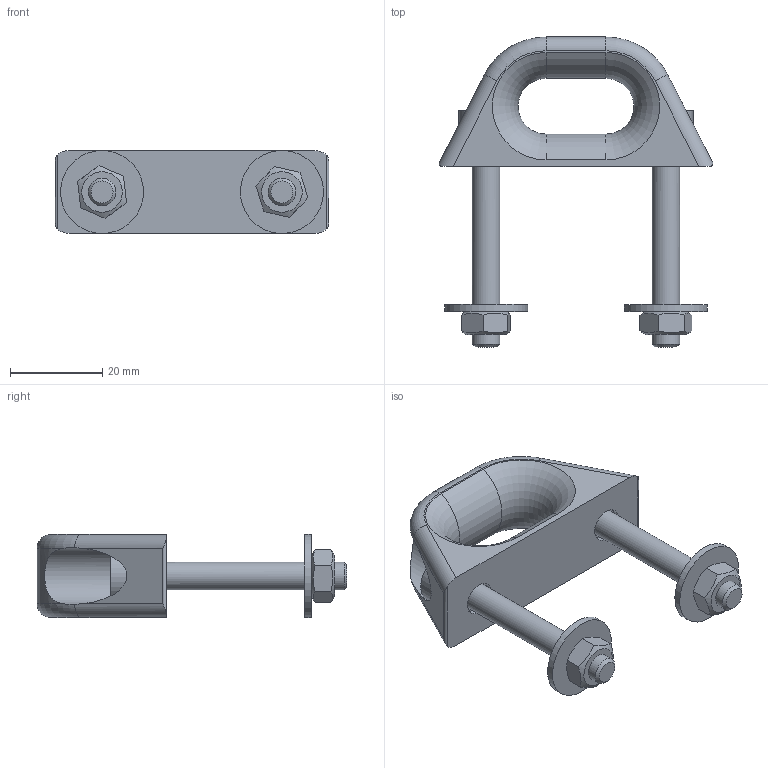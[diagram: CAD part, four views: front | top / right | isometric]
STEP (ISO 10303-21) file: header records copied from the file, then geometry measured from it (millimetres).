
FILE_DESCRIPTION(/* description */ (''),/* implementation_level */ '2;1');
FILE_NAME(/* name */ 'R12.25.stp',/* time_stamp */ '2020-03-03T12:12:47+01:00',/* author */ ('lucade'),/* organization */ (''),/* preprocessor_version */ 'ST-DEVELOPER v16.5',/* originating_system */ 'Autodesk Inventor 2017',/* authorisation */ '');
FILE_SCHEMA (('AUTOMOTIVE_DESIGN { 1 0 10303 214 3 1 1 }'));
Length unit declared in the file: millimetre
Products named in the file (1): 20030309
Bounding box: 59.39 x 67.2 x 18 mm (x, y, z)
Volume: 16487.1 mm3; surface area: 9989 mm2
Topology: 1 solids, 1 shells, 96 faces, 222 edges, 146 vertices
Faces by surface type: plane 50, cylinder 30, torus 8, cone 8
Full cylindrical faces by diameter (mm): 6 x4, 6.4 x2, 7 x2, 7.25 x2, 9.9 x2, 11.8 x2, 12.3 x2, 18 x2
Entity records: 2556 total; most frequent: CARTESIAN_POINT 595, DIRECTION 398, ORIENTED_EDGE 364, EDGE_CURVE 182, AXIS2_PLACEMENT_3D 169, EDGE_LOOP 144, VERTEX_POINT 134, FACE_OUTER_BOUND 96
